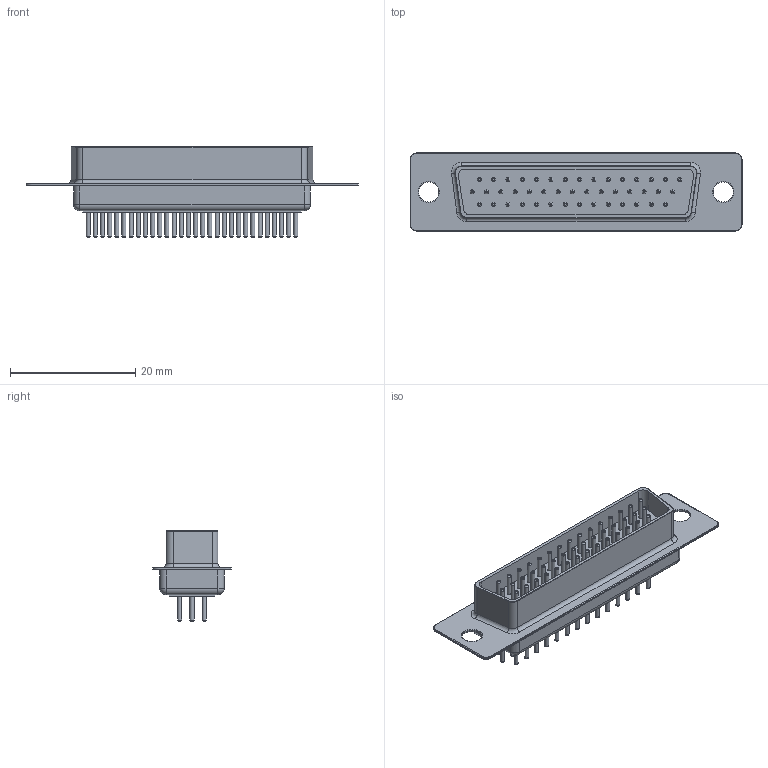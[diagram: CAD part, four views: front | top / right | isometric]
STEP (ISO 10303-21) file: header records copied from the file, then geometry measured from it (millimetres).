
FILE_DESCRIPTION(/* description */ ('model of DSUB-44-HD_Male_Vertical_P2.29x1.98mm_MountingHoles'),/* implementation_level */ '2;1');
FILE_NAME(/* name */ 'DSUB-44-HD_Male_Vertical_P2.29x1.98mm_MountingHoles.step',/* time_stamp */ '2024-02-10T16:10:35',/* author */ ('KiCAD','kicad'),/* organization */ ('OCCT'),/* preprocessor_version */ '',/* originating_system */ 'KiCAD',/* authorisation */ '');
FILE_SCHEMA(('AUTOMOTIVE_DESIGN { 1 0 10303 214 1 1 1 1 }'));
Length unit declared in the file: millimetre
Products named in the file (1): DSUB-44-HD_Male_Vertical_P2.29x1.98mm_MountingHoles
Bounding box: 53.1 x 12.5 x 14.4 mm (x, y, z)
Volume: 2785.4 mm3; surface area: 3637 mm2
Topology: 1 solids, 2 shells, 406 faces, 798 edges, 484 vertices
Faces by surface type: cylinder 170, plane 120, torus 104, cone 4, sphere 4, revolution 4
Full cylindrical faces by diameter (mm): 0.64 x132, 3.2 x2
Entity records: 16551 total; most frequent: DIRECTION 2144, CARTESIAN_POINT 2117, ORIENTED_EDGE 1588, AXIS2_PLACEMENT_3D 947, EDGE_CURVE 794, PRESENTATION_STYLE_ASSIGNMENT 602, SURFACE_STYLE_USAGE 602, SURFACE_SIDE_STYLE 602
